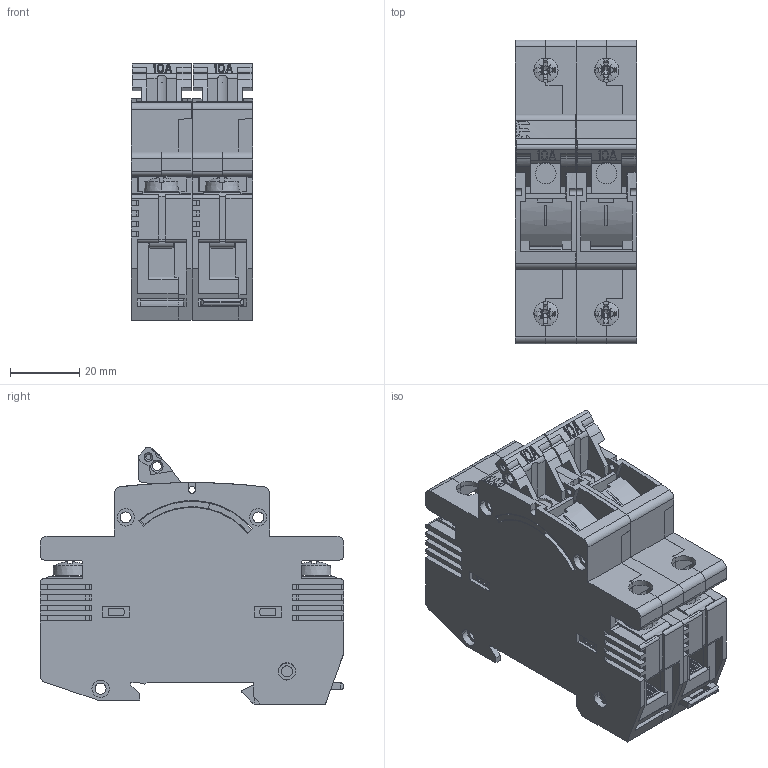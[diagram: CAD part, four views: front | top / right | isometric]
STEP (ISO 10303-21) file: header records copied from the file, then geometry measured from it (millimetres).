
FILE_DESCRIPTION((''),'2;1');
FILE_NAME('VLD_2P_ASM','2018-06-20T',('matic.bajda'),('Audax d.o.o.'),'CREO PARAMETRIC BY PTC INC, 2016260','CREO PARAMETRIC BY PTC INC, 2016260','');
FILE_SCHEMA(('AUTOMOTIVE_DESIGN { 1 0 10303 214 1 1 1 1 }'));
Products named in the file (15): 0000017819; 0000017821; 0000021480; 0000037089_AF0; 0000022342; 0000017863; 0000005559; 0000003388; VLD_ASM; 0000017819_; 0000017821_; 0000037089_AF1; 0000001148; 2P_ASM; VLD_2P_ASM
Assembly tree (23 placements, depth 3):
  VLD_2P_ASM
    VLD_ASM
      0000017819
      0000017821
      0000021480
      0000037089_AF0
      0000022342
      0000017863
      0000005559  x2
      0000003388  x2
    2P_ASM
      0000017819_
      0000017821_
      0000021480
      0000037089_AF1
      0000022342
      0000017863
      0000005559  x2
      0000003388  x2
      0000001148
Bounding box: 35.2 x 88 x 74.67 mm (x, y, z)
Volume: 196292 mm3; surface area: 89057 mm2
Topology: 21 solids, 25 shells, 2965 faces, 8250 edges, 5444 vertices
Faces by surface type: plane 2348, cylinder 482, cone 86, extrusion 33, torus 8, sphere 8
Entity records: 91903 total; most frequent: CARTESIAN_POINT 13418, ORIENTED_EDGE 12116, DIRECTION 11190, PRESENTATION_STYLE_ASSIGNMENT 6161, STYLED_ITEM 6158, CURVE_STYLE 6058, EDGE_CURVE 6058, VECTOR 4880
